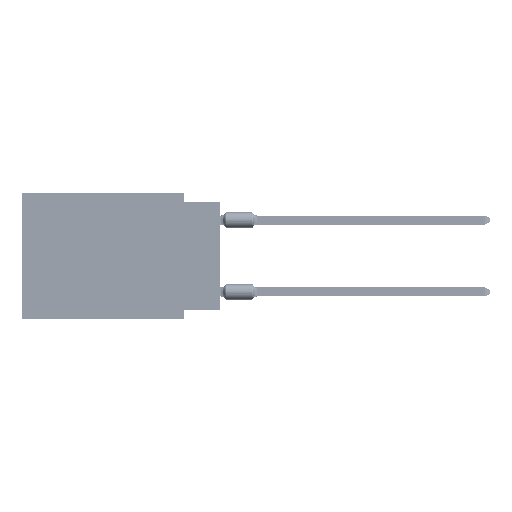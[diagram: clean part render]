
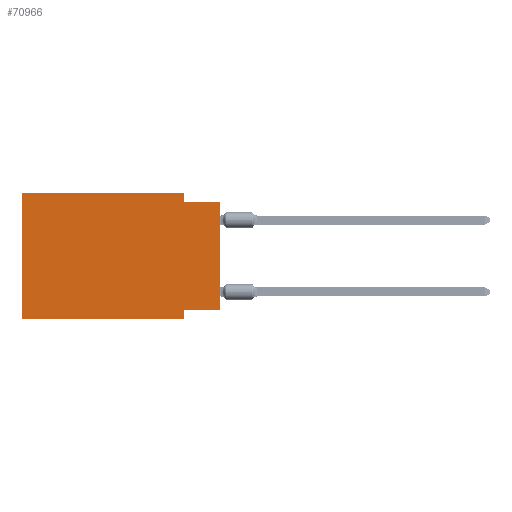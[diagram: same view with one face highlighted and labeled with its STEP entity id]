
A CAD part, left-side view. The second image highlights one B-rep face of the part: STEP entity #70966.
In plain terms, the highlighted planar face has unit normal (-1, 0, 0).
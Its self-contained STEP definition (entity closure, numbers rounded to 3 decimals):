
#340 = EDGE_CURVE ( 'NONE', #81829, #63167, #75189, .T. ) ;
#550 = ORIENTED_EDGE ( 'NONE', *, *, #340, .T. ) ;
#1282 = DIRECTION ( 'NONE',  ( 0., 0., -1. ) ) ;
#4258 = DIRECTION ( 'NONE',  ( 0., 0., -1. ) ) ;
#5310 = LINE ( 'NONE', #37643, #49474 ) ;
#6105 = ORIENTED_EDGE ( 'NONE', *, *, #36275, .F. ) ;
#7738 = ORIENTED_EDGE ( 'NONE', *, *, #10512, .F. ) ;
#8130 = CARTESIAN_POINT ( 'NONE',  ( 0., 2.54, -8.255 ) ) ;
#10044 = EDGE_CURVE ( 'NONE', #44810, #29127, #71153, .T. ) ;
#10084 = VERTEX_POINT ( 'NONE', #70103 ) ;
#10512 = EDGE_CURVE ( 'NONE', #10084, #79672, #69973, .T. ) ;
#11764 = CARTESIAN_POINT ( 'NONE',  ( 0., 2.54, -0.635 ) ) ;
#14059 = ORIENTED_EDGE ( 'NONE', *, *, #95383, .F. ) ;
#14500 = CARTESIAN_POINT ( 'NONE',  ( 0., 0., -8.255 ) ) ;
#20846 = EDGE_CURVE ( 'NONE', #79672, #73634, #30440, .T. ) ;
#21927 = CARTESIAN_POINT ( 'NONE',  ( 0., 13.97, -8.89 ) ) ;
#23650 = VECTOR ( 'NONE', #73613, 1000. ) ;
#24587 = VECTOR ( 'NONE', #83052, 1000. ) ;
#29127 = VERTEX_POINT ( 'NONE', #80725 ) ;
#29998 = EDGE_LOOP ( 'NONE', ( #550, #14059, #45815, #7738, #67154, #32933, #99820, #6105 ) ) ;
#30266 = CARTESIAN_POINT ( 'NONE',  ( 0., 13.97, 0. ) ) ;
#30440 = LINE ( 'NONE', #95050, #24587 ) ;
#31407 = VECTOR ( 'NONE', #101240, 1000. ) ;
#32933 = ORIENTED_EDGE ( 'NONE', *, *, #10044, .T. ) ;
#34071 = DIRECTION ( 'NONE',  ( 0., -1., 0. ) ) ;
#36275 = EDGE_CURVE ( 'NONE', #81829, #101044, #54269, .T. ) ;
#37643 = CARTESIAN_POINT ( 'NONE',  ( 0., 2.54, -8.89 ) ) ;
#43521 = EDGE_CURVE ( 'NONE', #44810, #10084, #82749, .T. ) ;
#44810 = VERTEX_POINT ( 'NONE', #68882 ) ;
#44897 = VECTOR ( 'NONE', #34071, 1000. ) ;
#45815 = ORIENTED_EDGE ( 'NONE', *, *, #20846, .F. ) ;
#49474 = VECTOR ( 'NONE', #4258, 1000. ) ;
#53242 = AXIS2_PLACEMENT_3D ( 'NONE', #82852, #66959, #1282 ) ;
#54269 = LINE ( 'NONE', #14500, #76447 ) ;
#58495 = PLANE ( 'NONE',  #53242 ) ;
#61328 = VECTOR ( 'NONE', #89664, 1000. ) ;
#63167 = VERTEX_POINT ( 'NONE', #92039 ) ;
#63669 = VECTOR ( 'NONE', #102942, 1000. ) ;
#65162 = CARTESIAN_POINT ( 'NONE',  ( 0., 0., 0. ) ) ;
#66438 = FACE_OUTER_BOUND ( 'NONE', #29998, .T. ) ;
#66959 = DIRECTION ( 'NONE',  ( 1., 0., 0. ) ) ;
#67061 = EDGE_CURVE ( 'NONE', #101044, #29127, #5310, .T. ) ;
#67154 = ORIENTED_EDGE ( 'NONE', *, *, #43521, .F. ) ;
#68882 = CARTESIAN_POINT ( 'NONE',  ( 0., 13.97, -8.89 ) ) ;
#69973 = LINE ( 'NONE', #30266, #31407 ) ;
#70103 = CARTESIAN_POINT ( 'NONE',  ( 0., 13.97, 0. ) ) ;
#70648 = DIRECTION ( 'NONE',  ( 0., 1., 0. ) ) ;
#70966 = ADVANCED_FACE ( 'NONE', ( #66438 ), #58495, .F. ) ;
#71153 = LINE ( 'NONE', #21927, #63669 ) ;
#73613 = DIRECTION ( 'NONE',  ( 0., 0., 1. ) ) ;
#73634 = VERTEX_POINT ( 'NONE', #11764 ) ;
#75189 = LINE ( 'NONE', #65162, #23650 ) ;
#76447 = VECTOR ( 'NONE', #70648, 1000. ) ;
#79672 = VERTEX_POINT ( 'NONE', #93997 ) ;
#80725 = CARTESIAN_POINT ( 'NONE',  ( 0., 2.54, -8.89 ) ) ;
#81829 = VERTEX_POINT ( 'NONE', #101605 ) ;
#82749 = LINE ( 'NONE', #99183, #61328 ) ;
#82852 = CARTESIAN_POINT ( 'NONE',  ( 0., 13.97, 0. ) ) ;
#83052 = DIRECTION ( 'NONE',  ( 0., 0., -1. ) ) ;
#89664 = DIRECTION ( 'NONE',  ( 0., 0., 1. ) ) ;
#92039 = CARTESIAN_POINT ( 'NONE',  ( 0., 0., -0.635 ) ) ;
#93997 = CARTESIAN_POINT ( 'NONE',  ( 0., 2.54, 0. ) ) ;
#95050 = CARTESIAN_POINT ( 'NONE',  ( 0., 2.54, 0. ) ) ;
#95383 = EDGE_CURVE ( 'NONE', #73634, #63167, #97116, .T. ) ;
#97116 = LINE ( 'NONE', #97628, #44897 ) ;
#97628 = CARTESIAN_POINT ( 'NONE',  ( 0., 0., -0.635 ) ) ;
#99183 = CARTESIAN_POINT ( 'NONE',  ( 0., 13.97, 0. ) ) ;
#99820 = ORIENTED_EDGE ( 'NONE', *, *, #67061, .F. ) ;
#101044 = VERTEX_POINT ( 'NONE', #8130 ) ;
#101240 = DIRECTION ( 'NONE',  ( 0., -1., 0. ) ) ;
#101605 = CARTESIAN_POINT ( 'NONE',  ( 0., 0., -8.255 ) ) ;
#102942 = DIRECTION ( 'NONE',  ( 0., -1., 0. ) ) ;
